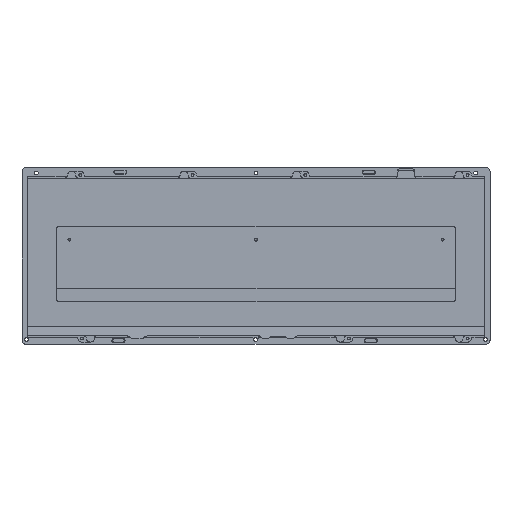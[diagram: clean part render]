
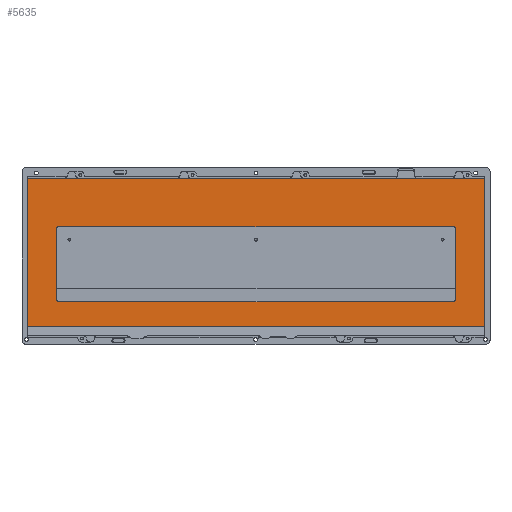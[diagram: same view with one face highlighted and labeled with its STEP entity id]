
A CAD part, top view. The second image highlights one B-rep face of the part: STEP entity #5635.
In plain terms, the highlighted planar face has unit normal (0, 0, 1).
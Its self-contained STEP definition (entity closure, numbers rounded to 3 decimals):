
#56=FACE_BOUND('',#840,.T.);
#245=PLANE('',#6183);
#497=FACE_OUTER_BOUND('',#839,.T.);
#839=EDGE_LOOP('',(#4741,#4742,#4743,#4744,#4745,#4746));
#840=EDGE_LOOP('',(#4747,#4748,#4749,#4750,#4751,#4752,#4753,#4754));
#976=LINE('',#8178,#1490);
#1053=LINE('',#8486,#1567);
#1065=LINE('',#8522,#1579);
#1069=LINE('',#8531,#1583);
#1070=LINE('',#8533,#1584);
#1104=LINE('',#8623,#1618);
#1332=LINE('',#9690,#1846);
#1333=LINE('',#9697,#1847);
#1490=VECTOR('',#6442,10.);
#1567=VECTOR('',#6735,10.);
#1579=VECTOR('',#6771,10.);
#1583=VECTOR('',#6783,10.);
#1584=VECTOR('',#6786,10.);
#1618=VECTOR('',#6858,10.);
#1846=VECTOR('',#7580,10.);
#1847=VECTOR('',#7591,10.);
#2038=CIRCLE('',#5891,2.);
#2044=CIRCLE('',#5902,2.);
#2046=CIRCLE('',#5905,2.);
#2048=CIRCLE('',#5911,2.);
#2178=CIRCLE('',#6181,2.);
#2180=CIRCLE('',#6184,2.);
#2284=VERTEX_POINT('',#8175);
#2285=VERTEX_POINT('',#8177);
#2368=VERTEX_POINT('',#8465);
#2369=VERTEX_POINT('',#8467);
#2376=VERTEX_POINT('',#8485);
#2382=VERTEX_POINT('',#8503);
#2385=VERTEX_POINT('',#8510);
#2386=VERTEX_POINT('',#8512);
#2388=VERTEX_POINT('',#8521);
#2389=VERTEX_POINT('',#8527);
#2425=VERTEX_POINT('',#8620);
#2426=VERTEX_POINT('',#8622);
#2688=VERTEX_POINT('',#9688);
#2689=VERTEX_POINT('',#9695);
#2836=EDGE_CURVE('',#2284,#2285,#976,.T.);
#2963=EDGE_CURVE('',#2368,#2369,#2038,.T.);
#2972=EDGE_CURVE('',#2376,#2369,#1053,.T.);
#2981=EDGE_CURVE('',#2376,#2382,#2044,.T.);
#2985=EDGE_CURVE('',#2385,#2386,#2046,.T.);
#2990=EDGE_CURVE('',#2388,#2386,#1065,.T.);
#2993=EDGE_CURVE('',#2388,#2389,#2048,.T.);
#2995=EDGE_CURVE('',#2368,#2389,#1069,.T.);
#2996=EDGE_CURVE('',#2385,#2382,#1070,.T.);
#3040=EDGE_CURVE('',#2426,#2425,#1104,.T.);
#3418=EDGE_CURVE('',#2284,#2688,#1332,.T.);
#3419=EDGE_CURVE('',#2688,#2426,#2178,.T.);
#3421=EDGE_CURVE('',#2425,#2689,#2180,.T.);
#3422=EDGE_CURVE('',#2285,#2689,#1333,.F.);
#4741=ORIENTED_EDGE('',*,*,#3419,.T.);
#4742=ORIENTED_EDGE('',*,*,#3040,.T.);
#4743=ORIENTED_EDGE('',*,*,#3421,.T.);
#4744=ORIENTED_EDGE('',*,*,#3422,.F.);
#4745=ORIENTED_EDGE('',*,*,#2836,.F.);
#4746=ORIENTED_EDGE('',*,*,#3418,.T.);
#4747=ORIENTED_EDGE('',*,*,#2990,.T.);
#4748=ORIENTED_EDGE('',*,*,#2985,.F.);
#4749=ORIENTED_EDGE('',*,*,#2996,.T.);
#4750=ORIENTED_EDGE('',*,*,#2981,.F.);
#4751=ORIENTED_EDGE('',*,*,#2972,.T.);
#4752=ORIENTED_EDGE('',*,*,#2963,.F.);
#4753=ORIENTED_EDGE('',*,*,#2995,.T.);
#4754=ORIENTED_EDGE('',*,*,#2993,.F.);
#5635=ADVANCED_FACE('',(#497,#56),#245,.F.);
#5891=AXIS2_PLACEMENT_3D('',#8468,#6718,#6719);
#5902=AXIS2_PLACEMENT_3D('',#8504,#6752,#6753);
#5905=AXIS2_PLACEMENT_3D('',#8513,#6760,#6761);
#5911=AXIS2_PLACEMENT_3D('',#8528,#6778,#6779);
#6181=AXIS2_PLACEMENT_3D('',#9692,#7583,#7584);
#6183=AXIS2_PLACEMENT_3D('',#9694,#7587,#7588);
#6184=AXIS2_PLACEMENT_3D('',#9696,#7589,#7590);
#6442=DIRECTION('',(-1.,0.,0.));
#6718=DIRECTION('center_axis',(0.,0.,1.));
#6719=DIRECTION('ref_axis',(-0.707,0.707,0.));
#6735=DIRECTION('',(0.,1.,0.));
#6752=DIRECTION('center_axis',(0.,0.,1.));
#6753=DIRECTION('ref_axis',(-0.707,-0.707,0.));
#6760=DIRECTION('center_axis',(0.,0.,1.));
#6761=DIRECTION('ref_axis',(0.707,-0.707,0.));
#6771=DIRECTION('',(0.,-1.,0.));
#6778=DIRECTION('center_axis',(0.,0.,1.));
#6779=DIRECTION('ref_axis',(0.707,0.707,0.));
#6783=DIRECTION('',(1.,0.,0.));
#6786=DIRECTION('',(-1.,0.,0.));
#6858=DIRECTION('',(-1.,0.,0.));
#7580=DIRECTION('',(0.,1.,0.));
#7583=DIRECTION('center_axis',(0.,0.,1.));
#7584=DIRECTION('ref_axis',(0.707,0.707,0.));
#7587=DIRECTION('center_axis',(0.,0.,-1.));
#7588=DIRECTION('ref_axis',(0.,-1.,0.));
#7589=DIRECTION('center_axis',(0.,0.,1.));
#7590=DIRECTION('ref_axis',(-0.707,0.707,0.));
#7591=DIRECTION('',(0.,-1.,0.));
#8175=CARTESIAN_POINT('',(348.138,-112.637,-0.4));
#8177=CARTESIAN_POINT('',(-0.475,-112.637,-0.4));
#8178=CARTESIAN_POINT('',(348.138,-112.637,-0.4));
#8465=CARTESIAN_POINT('',(23.575,-36.313,-0.4));
#8467=CARTESIAN_POINT('',(21.575,-38.313,-0.4));
#8468=CARTESIAN_POINT('Origin',(23.575,-38.313,-0.4));
#8485=CARTESIAN_POINT('',(21.575,-91.488,-0.4));
#8486=CARTESIAN_POINT('',(21.575,-46.506,-0.4));
#8503=CARTESIAN_POINT('',(23.575,-93.488,-0.4));
#8504=CARTESIAN_POINT('Origin',(23.575,-91.488,-0.4));
#8510=CARTESIAN_POINT('',(324.088,-93.488,-0.4));
#8512=CARTESIAN_POINT('',(326.088,-91.488,-0.4));
#8513=CARTESIAN_POINT('Origin',(324.088,-91.488,-0.4));
#8521=CARTESIAN_POINT('',(326.088,-38.313,-0.4));
#8522=CARTESIAN_POINT('',(326.088,-17.919,-0.4));
#8527=CARTESIAN_POINT('',(324.088,-36.313,-0.4));
#8528=CARTESIAN_POINT('Origin',(324.088,-38.313,-0.4));
#8531=CARTESIAN_POINT('',(184.856,-36.313,-0.4));
#8533=CARTESIAN_POINT('',(337.113,-93.488,-0.4));
#8620=CARTESIAN_POINT('',(1.525,0.475,-0.4));
#8622=CARTESIAN_POINT('',(346.138,0.475,-0.4));
#8623=CARTESIAN_POINT('',(348.138,0.475,-0.4));
#9688=CARTESIAN_POINT('',(348.138,-1.525,-0.4));
#9690=CARTESIAN_POINT('',(348.138,-126.01,-0.4));
#9692=CARTESIAN_POINT('Origin',(346.138,-1.525,-0.4));
#9694=CARTESIAN_POINT('Origin',(348.138,0.475,-0.4));
#9695=CARTESIAN_POINT('',(-0.475,-1.525,-0.4));
#9696=CARTESIAN_POINT('Origin',(1.525,-1.525,-0.4));
#9697=CARTESIAN_POINT('',(-0.475,-29.528,-0.4));
